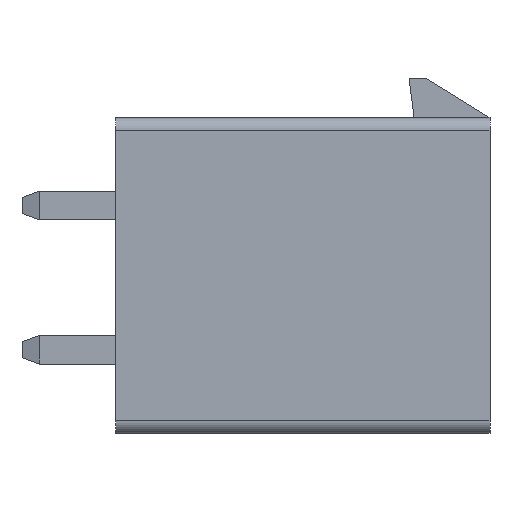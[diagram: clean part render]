
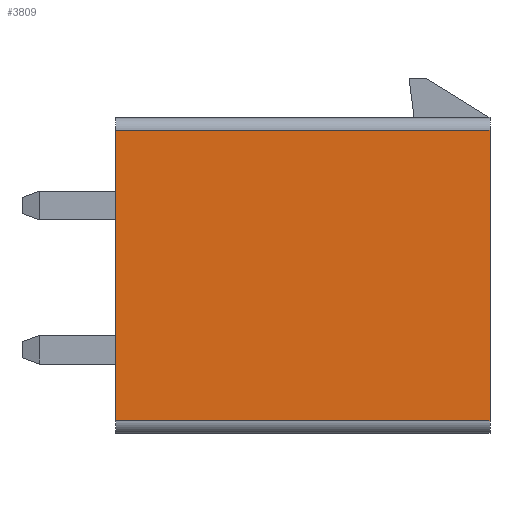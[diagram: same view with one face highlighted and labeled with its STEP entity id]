
A CAD part, left-side view. The second image highlights one B-rep face of the part: STEP entity #3809.
In plain terms, the highlighted planar face has unit normal (-1, 0, 0).
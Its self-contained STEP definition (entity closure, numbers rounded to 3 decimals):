
#741=ORIENTED_EDGE('',*,*,#1531,.F.);
#742=ORIENTED_EDGE('',*,*,#1539,.T.);
#743=ORIENTED_EDGE('',*,*,#1371,.T.);
#744=ORIENTED_EDGE('',*,*,#1540,.T.);
#1371=EDGE_CURVE('',#1838,#1839,#2214,.T.);
#1531=EDGE_CURVE('',#1966,#1967,#2366,.T.);
#1539=EDGE_CURVE('',#1966,#1838,#2371,.F.);
#1540=EDGE_CURVE('',#1839,#1967,#2372,.T.);
#1838=VERTEX_POINT('',#5631);
#1839=VERTEX_POINT('',#5632);
#1966=VERTEX_POINT('',#5955);
#1967=VERTEX_POINT('',#5957);
#2214=LINE('',#5630,#2708);
#2366=LINE('',#5956,#2860);
#2371=LINE('',#5972,#2865);
#2372=LINE('',#5973,#2866);
#2708=VECTOR('',#4580,1000.);
#2860=VECTOR('',#4822,1000.);
#2865=VECTOR('',#4835,1000.);
#2866=VECTOR('',#4836,1000.);
#3160=EDGE_LOOP('',(#741,#742,#743,#744));
#3397=FACE_BOUND('',#3160,.T.);
#3600=PLANE('',#4089);
#3809=ADVANCED_FACE('',(#3397),#3600,.T.);
#4089=AXIS2_PLACEMENT_3D('',#5971,#4833,#4834);
#4580=DIRECTION('',(0.,0.,-1.));
#4822=DIRECTION('',(0.,0.,-1.));
#4833=DIRECTION('',(-1.,0.,0.));
#4834=DIRECTION('',(0.,0.,1.));
#4835=DIRECTION('',(0.,-1.,0.));
#4836=DIRECTION('',(0.,-1.,0.));
#5630=CARTESIAN_POINT('',(-6.025,14.8,6.24));
#5631=CARTESIAN_POINT('',(-6.025,14.8,5.74));
#5632=CARTESIAN_POINT('',(-6.025,14.8,-5.74));
#5955=CARTESIAN_POINT('',(-6.025,0.,5.74));
#5956=CARTESIAN_POINT('',(-6.025,0.,6.24));
#5957=CARTESIAN_POINT('',(-6.025,0.,-5.74));
#5971=CARTESIAN_POINT('',(-6.025,14.8,6.24));
#5972=CARTESIAN_POINT('',(-6.025,14.8,5.74));
#5973=CARTESIAN_POINT('',(-6.025,14.8,-5.74));
